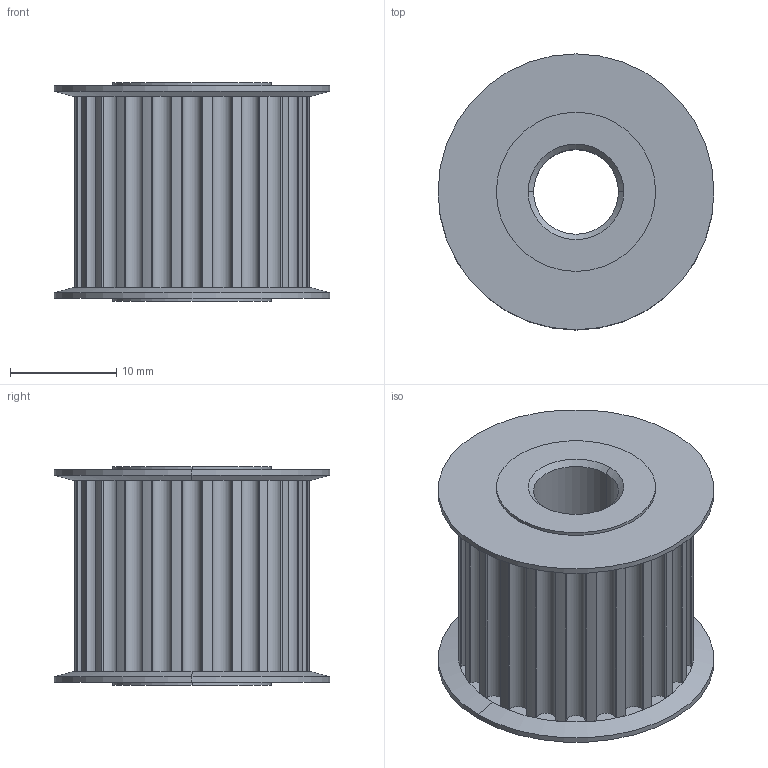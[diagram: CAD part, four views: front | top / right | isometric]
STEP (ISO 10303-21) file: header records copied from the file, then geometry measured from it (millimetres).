
FILE_DESCRIPTION (( 'STEP AP214' ), '1' );
FILE_NAME ('4333240000137.STEP', '2018-01-17T02:04:59', ( '13' ), ( '' ), 'SwSTEP 2.0', 'SolidWorks 2012', '' );
FILE_SCHEMA (( 'AUTOMOTIVE_DESIGN' ));
Length unit declared in the file: millimetre
Products named in the file (1): 4333240000137
Bounding box: 26 x 26 x 20.6 mm (x, y, z)
Volume: 6342.8 mm3; surface area: 3689.3 mm2
Topology: 1 solids, 1 shells, 120 faces, 334 edges, 220 vertices
Faces by surface type: cylinder 106, cone 8, plane 6
Entity records: 4012 total; most frequent: DIRECTION 796, CARTESIAN_POINT 675, ORIENTED_EDGE 668, AXIS2_PLACEMENT_3D 341, EDGE_CURVE 334, CIRCLE 220, VERTEX_POINT 220, EDGE_LOOP 126
